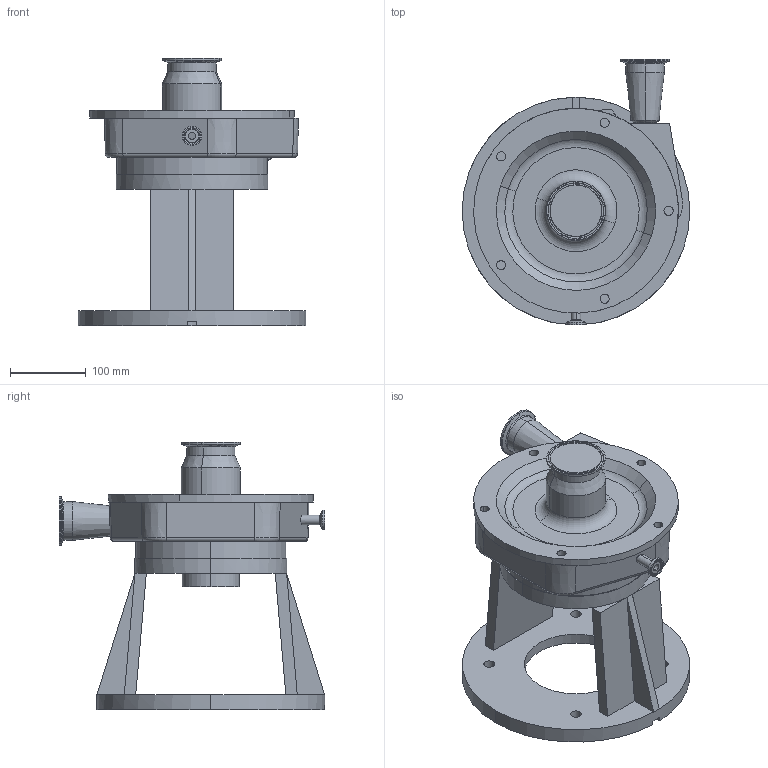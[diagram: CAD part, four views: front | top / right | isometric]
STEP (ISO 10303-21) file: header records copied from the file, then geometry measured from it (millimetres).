
FILE_DESCRIPTION (( 'STEP AP214' ), '1' );
FILE_NAME ('FPX 1741-1742 280TSC VERT 1-2 In STRAIGHT DRAIN.STEP', '2022-12-16T15:49:41', ( '' ), ( '' ), 'SwSTEP 2.0', 'SolidWorks 2021', '' );
FILE_SCHEMA (( 'AUTOMOTIVE_DESIGN' ));
Length unit declared in the file: millimetre
Products named in the file (2): FPX 1741-1742 280TSC VERT 1-2 In STRAIGHT DRAIN; FPX 1740 280TSC VERT 1-2 In STRAIGHT DRAIN^1275000086.STEP
Assembly tree (1 placements, depth 2):
  FPX 1741-1742 280TSC VERT 1-2 In STRAIGHT DRAIN
    FPX 1740 280TSC VERT 1-2 In STRAIGHT DRAIN^1275000086.STEP
Bounding box: 300 x 350.5 x 353 mm (x, y, z)
Volume: 5225914.7 mm3; surface area: 609936.1 mm2
Topology: 1 solids, 6 shells, 253 faces, 548 edges, 334 vertices
Faces by surface type: cylinder 92, plane 81, torus 41, cone 37, bspline 1, sphere 1
Entity records: 7041 total; most frequent: DIRECTION 1372, CARTESIAN_POINT 1196, ORIENTED_EDGE 1096, AXIS2_PLACEMENT_3D 579, EDGE_CURVE 548, VERTEX_POINT 334, CIRCLE 323, EDGE_LOOP 292
